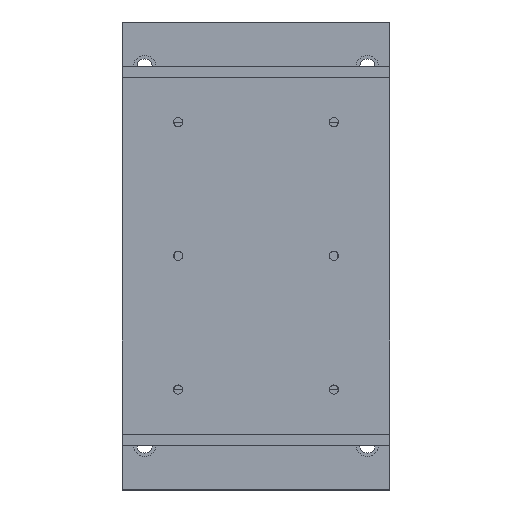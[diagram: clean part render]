
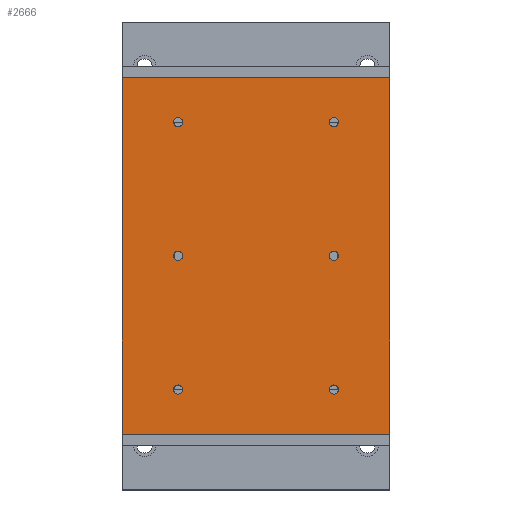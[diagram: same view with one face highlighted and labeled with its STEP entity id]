
A CAD part, top view. The second image highlights one B-rep face of the part: STEP entity #2666.
In plain terms, the highlighted planar face has unit normal (0, 0, 1).
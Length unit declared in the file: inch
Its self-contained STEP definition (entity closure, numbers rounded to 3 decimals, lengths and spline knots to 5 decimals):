
#1828=CARTESIAN_POINT('',(-1.6465,-3.0,0.591));
#1829=VERTEX_POINT('',#1828);
#1845=CARTESIAN_POINT('',(-1.8535,-3.0,0.591));
#1846=VERTEX_POINT('',#1845);
#1853=CARTESIAN_POINT('',(-1.75,-3.0,0.591));
#1854=DIRECTION('',(0.0,0.0,-1.0));
#1855=DIRECTION('',(1.0,0.0,0.0));
#1856=AXIS2_PLACEMENT_3D('',#1853,#1854,#1855);
#1857=CIRCLE('',#1856,0.1035);
#1858=EDGE_CURVE('',#1829,#1846,#1857,.T.);
#1891=CARTESIAN_POINT('',(1.8535,3.0,0.591));
#1892=VERTEX_POINT('',#1891);
#1908=CARTESIAN_POINT('',(1.6465,3.0,0.591));
#1909=VERTEX_POINT('',#1908);
#1916=CARTESIAN_POINT('',(1.75,3.0,0.591));
#1917=DIRECTION('',(0.0,0.0,-1.0));
#1918=DIRECTION('',(1.0,0.0,0.0));
#1919=AXIS2_PLACEMENT_3D('',#1916,#1917,#1918);
#1920=CIRCLE('',#1919,0.1035);
#1921=EDGE_CURVE('',#1892,#1909,#1920,.T.);
#1954=CARTESIAN_POINT('',(1.8535,-3.0,0.591));
#1955=VERTEX_POINT('',#1954);
#1971=CARTESIAN_POINT('',(1.6465,-3.0,0.591));
#1972=VERTEX_POINT('',#1971);
#1979=CARTESIAN_POINT('',(1.75,-3.0,0.591));
#1980=DIRECTION('',(0.0,0.0,-1.0));
#1981=DIRECTION('',(1.0,0.0,0.0));
#1982=AXIS2_PLACEMENT_3D('',#1979,#1980,#1981);
#1983=CIRCLE('',#1982,0.1035);
#1984=EDGE_CURVE('',#1955,#1972,#1983,.T.);
#2017=CARTESIAN_POINT('',(-1.6465,0.0,0.591));
#2018=VERTEX_POINT('',#2017);
#2034=CARTESIAN_POINT('',(-1.8535,0.,0.591));
#2035=VERTEX_POINT('',#2034);
#2042=CARTESIAN_POINT('',(-1.75,0.0,0.591));
#2043=DIRECTION('',(0.0,0.0,-1.0));
#2044=DIRECTION('',(1.0,0.0,0.0));
#2045=AXIS2_PLACEMENT_3D('',#2042,#2043,#2044);
#2046=CIRCLE('',#2045,0.1035);
#2047=EDGE_CURVE('',#2018,#2035,#2046,.T.);
#2080=CARTESIAN_POINT('',(1.8535,0.0,0.591));
#2081=VERTEX_POINT('',#2080);
#2097=CARTESIAN_POINT('',(1.6465,0.,0.591));
#2098=VERTEX_POINT('',#2097);
#2105=CARTESIAN_POINT('',(1.75,0.0,0.591));
#2106=DIRECTION('',(0.0,0.0,-1.0));
#2107=DIRECTION('',(1.0,0.0,0.0));
#2108=AXIS2_PLACEMENT_3D('',#2105,#2106,#2107);
#2109=CIRCLE('',#2108,0.1035);
#2110=EDGE_CURVE('',#2081,#2098,#2109,.T.);
#2143=CARTESIAN_POINT('',(-1.6465,3.0,0.591));
#2144=VERTEX_POINT('',#2143);
#2160=CARTESIAN_POINT('',(-1.8535,3.0,0.591));
#2161=VERTEX_POINT('',#2160);
#2168=CARTESIAN_POINT('',(-1.75,3.0,0.591));
#2169=DIRECTION('',(0.0,0.0,-1.0));
#2170=DIRECTION('',(1.0,0.0,0.0));
#2171=AXIS2_PLACEMENT_3D('',#2168,#2169,#2170);
#2172=CIRCLE('',#2171,0.1035);
#2173=EDGE_CURVE('',#2144,#2161,#2172,.T.);
#2205=CARTESIAN_POINT('',(-1.75,3.0,0.591));
#2206=DIRECTION('',(0.0,0.0,-1.0));
#2207=DIRECTION('',(1.0,0.0,0.0));
#2208=AXIS2_PLACEMENT_3D('',#2205,#2206,#2207);
#2209=CIRCLE('',#2208,0.1035);
#2210=EDGE_CURVE('',#2161,#2144,#2209,.T.);
#2250=CARTESIAN_POINT('',(1.75,0.0,0.591));
#2251=DIRECTION('',(0.0,0.0,-1.0));
#2252=DIRECTION('',(1.0,0.0,0.0));
#2253=AXIS2_PLACEMENT_3D('',#2250,#2251,#2252);
#2254=CIRCLE('',#2253,0.1035);
#2255=EDGE_CURVE('',#2098,#2081,#2254,.T.);
#2295=CARTESIAN_POINT('',(-1.75,0.0,0.591));
#2296=DIRECTION('',(0.0,0.0,-1.0));
#2297=DIRECTION('',(1.0,0.0,0.0));
#2298=AXIS2_PLACEMENT_3D('',#2295,#2296,#2297);
#2299=CIRCLE('',#2298,0.1035);
#2300=EDGE_CURVE('',#2035,#2018,#2299,.T.);
#2340=CARTESIAN_POINT('',(1.75,-3.0,0.591));
#2341=DIRECTION('',(0.0,0.0,-1.0));
#2342=DIRECTION('',(1.0,0.0,0.0));
#2343=AXIS2_PLACEMENT_3D('',#2340,#2341,#2342);
#2344=CIRCLE('',#2343,0.1035);
#2345=EDGE_CURVE('',#1972,#1955,#2344,.T.);
#2385=CARTESIAN_POINT('',(1.75,3.0,0.591));
#2386=DIRECTION('',(0.0,0.0,-1.0));
#2387=DIRECTION('',(1.0,0.0,0.0));
#2388=AXIS2_PLACEMENT_3D('',#2385,#2386,#2387);
#2389=CIRCLE('',#2388,0.1035);
#2390=EDGE_CURVE('',#1909,#1892,#2389,.T.);
#2430=CARTESIAN_POINT('',(-1.75,-3.0,0.591));
#2431=DIRECTION('',(0.0,0.0,-1.0));
#2432=DIRECTION('',(1.0,0.0,0.0));
#2433=AXIS2_PLACEMENT_3D('',#2430,#2431,#2432);
#2434=CIRCLE('',#2433,0.1035);
#2435=EDGE_CURVE('',#1846,#1829,#2434,.T.);
#2586=CARTESIAN_POINT('',(3.,4.0,0.591));
#2587=VERTEX_POINT('',#2586);
#2594=CARTESIAN_POINT('',(3.,-4.0,0.591));
#2595=VERTEX_POINT('',#2594);
#2596=CARTESIAN_POINT('',(3.,-4.0,0.591));
#2597=DIRECTION('',(0.0,1.0,0.0));
#2598=VECTOR('',#2597,8.0);
#2599=LINE('',#2596,#2598);
#2600=EDGE_CURVE('',#2595,#2587,#2599,.T.);
#2612=CARTESIAN_POINT('',(0.,-4.0,0.591));
#2613=DIRECTION('',(0.0,0.0,1.0));
#2614=DIRECTION('',(1.0,0.0,0.0));
#2615=AXIS2_PLACEMENT_3D('',#2612,#2613,#2614);
#2616=PLANE('',#2615);
#2617=CARTESIAN_POINT('',(-3.,4.0,0.591));
#2618=VERTEX_POINT('',#2617);
#2619=CARTESIAN_POINT('',(3.,4.0,0.591));
#2620=DIRECTION('',(-1.0,0.0,0.0));
#2621=VECTOR('',#2620,6.);
#2622=LINE('',#2619,#2621);
#2623=EDGE_CURVE('',#2587,#2618,#2622,.T.);
#2624=ORIENTED_EDGE('',*,*,#2623,.T.);
#2625=CARTESIAN_POINT('',(-3.,-4.0,0.591));
#2626=VERTEX_POINT('',#2625);
#2627=CARTESIAN_POINT('',(-3.,-4.0,0.591));
#2628=DIRECTION('',(0.0,1.0,0.0));
#2629=VECTOR('',#2628,8.0);
#2630=LINE('',#2627,#2629);
#2631=EDGE_CURVE('',#2626,#2618,#2630,.T.);
#2632=ORIENTED_EDGE('',*,*,#2631,.F.);
#2633=CARTESIAN_POINT('',(-3.,-4.0,0.591));
#2634=DIRECTION('',(1.0,0.0,0.0));
#2635=VECTOR('',#2634,6.);
#2636=LINE('',#2633,#2635);
#2637=EDGE_CURVE('',#2626,#2595,#2636,.T.);
#2638=ORIENTED_EDGE('',*,*,#2637,.T.);
#2639=ORIENTED_EDGE('',*,*,#2600,.T.);
#2640=EDGE_LOOP('',(#2624,#2632,#2638,#2639));
#2641=FACE_OUTER_BOUND('',#2640,.T.);
#2642=ORIENTED_EDGE('',*,*,#2173,.T.);
#2643=ORIENTED_EDGE('',*,*,#2210,.T.);
#2644=EDGE_LOOP('',(#2642,#2643));
#2645=FACE_BOUND('',#2644,.T.);
#2646=ORIENTED_EDGE('',*,*,#2110,.T.);
#2647=ORIENTED_EDGE('',*,*,#2255,.T.);
#2648=EDGE_LOOP('',(#2646,#2647));
#2649=FACE_BOUND('',#2648,.T.);
#2650=ORIENTED_EDGE('',*,*,#2047,.T.);
#2651=ORIENTED_EDGE('',*,*,#2300,.T.);
#2652=EDGE_LOOP('',(#2650,#2651));
#2653=FACE_BOUND('',#2652,.T.);
#2654=ORIENTED_EDGE('',*,*,#1984,.T.);
#2655=ORIENTED_EDGE('',*,*,#2345,.T.);
#2656=EDGE_LOOP('',(#2654,#2655));
#2657=FACE_BOUND('',#2656,.T.);
#2658=ORIENTED_EDGE('',*,*,#1921,.T.);
#2659=ORIENTED_EDGE('',*,*,#2390,.T.);
#2660=EDGE_LOOP('',(#2658,#2659));
#2661=FACE_BOUND('',#2660,.T.);
#2662=ORIENTED_EDGE('',*,*,#1858,.T.);
#2663=ORIENTED_EDGE('',*,*,#2435,.T.);
#2664=EDGE_LOOP('',(#2662,#2663));
#2665=FACE_BOUND('',#2664,.T.);
#2666=ADVANCED_FACE('',(#2641,#2645,#2649,#2653,#2657,#2661,#2665),#2616,.T.);
